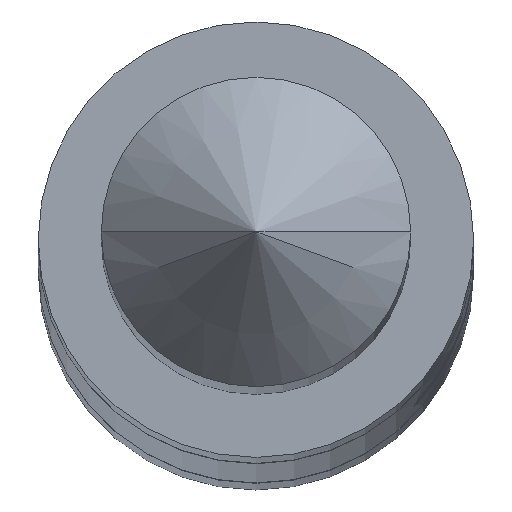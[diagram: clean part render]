
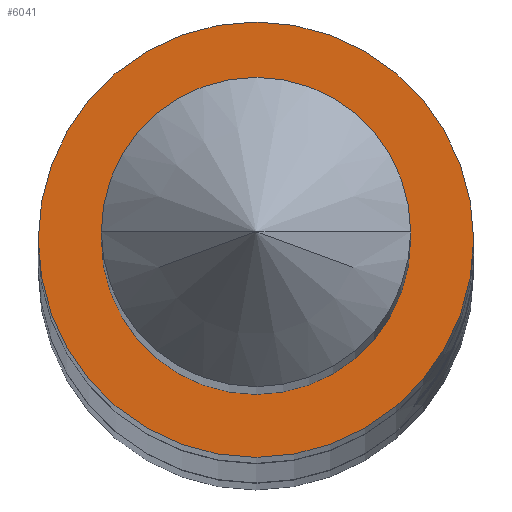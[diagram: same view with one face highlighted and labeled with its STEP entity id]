
A CAD part, top view. The second image highlights one B-rep face of the part: STEP entity #6041.
In plain terms, the highlighted planar face has unit normal (0, 0, 1).
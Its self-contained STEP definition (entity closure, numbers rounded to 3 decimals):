
#131 = CARTESIAN_POINT ( 'NONE',  ( -0.19, 0., 0. ) ) ;
#137 = CARTESIAN_POINT ( 'NONE',  ( 0.135, 0., 0. ) ) ;
#143 = CARTESIAN_POINT ( 'NONE',  ( -0.135, 0., 0. ) ) ;
#175 = CARTESIAN_POINT ( 'NONE',  ( 0.19, 0., 0. ) ) ;
#612 = ORIENTED_EDGE ( 'NONE', *, *, #4779, .F. ) ;
#613 = ORIENTED_EDGE ( 'NONE', *, *, #4782, .F. ) ;
#614 = ORIENTED_EDGE ( 'NONE', *, *, #4777, .T. ) ;
#615 = ORIENTED_EDGE ( 'NONE', *, *, #4784, .T. ) ;
#4331 = VERTEX_POINT ( 'NONE', #131 ) ;
#4337 = VERTEX_POINT ( 'NONE', #137 ) ;
#4343 = VERTEX_POINT ( 'NONE', #143 ) ;
#4375 = VERTEX_POINT ( 'NONE', #175 ) ;
#4533 = CARTESIAN_POINT ( 'NONE',  ( 0., 0.135, 0. ) ) ;
#4536 = PLANE ( 'NONE',  #6561 ) ;
#4538 = DIRECTION ( 'NONE',  ( 0., 0., -1. ) ) ;
#4539 = DIRECTION ( 'NONE',  ( -1., 0., 0. ) ) ;
#4777 = EDGE_CURVE ( 'NONE', #4375, #4331, #5161, .T. ) ;
#4779 = EDGE_CURVE ( 'NONE', #4337, #4343, #5163, .T. ) ;
#4782 = EDGE_CURVE ( 'NONE', #4343, #4337, #5166, .T. ) ;
#4784 = EDGE_CURVE ( 'NONE', #4331, #4375, #5172, .T. ) ;
#5161 = CIRCLE ( 'NONE', #6510, 0.19 ) ;
#5163 = CIRCLE ( 'NONE', #6511, 0.135 ) ;
#5166 = CIRCLE ( 'NONE', #6512, 0.135 ) ;
#5172 = CIRCLE ( 'NONE', #6514, 0.19 ) ;
#5557 = EDGE_LOOP ( 'NONE', ( #614, #615 ) ) ;
#5559 = EDGE_LOOP ( 'NONE', ( #612, #613 ) ) ;
#6041 = ADVANCED_FACE ( 'NONE', ( #6243, #6249 ), #4536, .F. ) ;
#6243 = FACE_BOUND ( 'NONE', #5559, .T. ) ;
#6249 = FACE_OUTER_BOUND ( 'NONE', #5557, .T. ) ;
#6510 = AXIS2_PLACEMENT_3D ( 'NONE', #6703, #6704, #6705 ) ;
#6511 = AXIS2_PLACEMENT_3D ( 'NONE', #6708, #6709, #6710 ) ;
#6512 = AXIS2_PLACEMENT_3D ( 'NONE', #6713, #6714, #6715 ) ;
#6514 = AXIS2_PLACEMENT_3D ( 'NONE', #6719, #6720, #6721 ) ;
#6561 = AXIS2_PLACEMENT_3D ( 'NONE', #4533, #4538, #4539 ) ;
#6703 = CARTESIAN_POINT ( 'NONE',  ( 0., 0., 0. ) ) ;
#6704 = DIRECTION ( 'NONE',  ( 0., 0., 1. ) ) ;
#6705 = DIRECTION ( 'NONE',  ( 1., 0., 0. ) ) ;
#6708 = CARTESIAN_POINT ( 'NONE',  ( 0., 0., 0. ) ) ;
#6709 = DIRECTION ( 'NONE',  ( 0., 0., 1. ) ) ;
#6710 = DIRECTION ( 'NONE',  ( 1., 0., 0. ) ) ;
#6713 = CARTESIAN_POINT ( 'NONE',  ( 0., 0., 0. ) ) ;
#6714 = DIRECTION ( 'NONE',  ( 0., 0., 1. ) ) ;
#6715 = DIRECTION ( 'NONE',  ( 1., 0., 0. ) ) ;
#6719 = CARTESIAN_POINT ( 'NONE',  ( 0., 0., 0. ) ) ;
#6720 = DIRECTION ( 'NONE',  ( 0., 0., 1. ) ) ;
#6721 = DIRECTION ( 'NONE',  ( 1., 0., 0. ) ) ;
